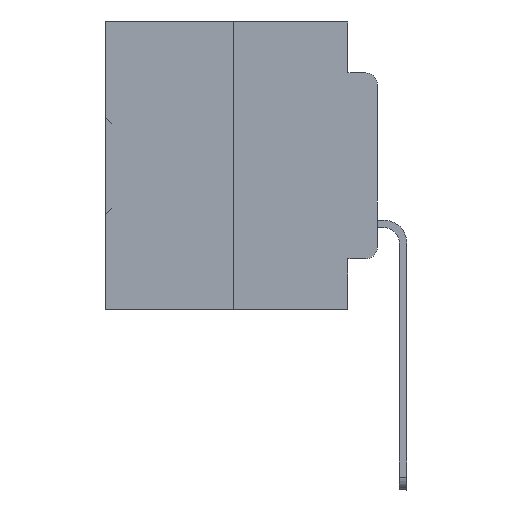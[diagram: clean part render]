
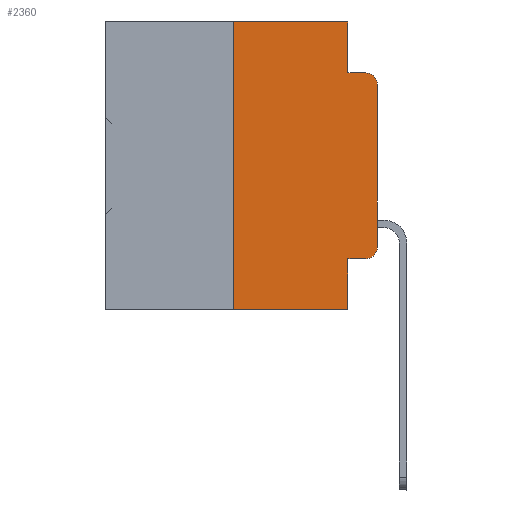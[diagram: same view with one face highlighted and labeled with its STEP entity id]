
A CAD part, left-side view. The second image highlights one B-rep face of the part: STEP entity #2360.
In plain terms, the highlighted planar face has unit normal (-1, 0, 0).
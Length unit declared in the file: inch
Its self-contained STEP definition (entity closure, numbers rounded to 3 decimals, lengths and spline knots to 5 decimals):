
#337 = EDGE_CURVE ( 'NONE', #22747, #14598, #35127, .T. ) ;
#356 = DIRECTION ( 'NONE',  ( -1., 0., 0. ) ) ;
#361 = VERTEX_POINT ( 'NONE', #24215 ) ;
#2011 = ORIENTED_EDGE ( 'NONE', *, *, #9070, .F. ) ;
#2360 = ADVANCED_FACE ( 'NONE', ( #8179 ), #34614, .F. ) ;
#2969 = ORIENTED_EDGE ( 'NONE', *, *, #4520, .T. ) ;
#3201 = VECTOR ( 'NONE', #6637, 39.37008 ) ;
#4189 = DIRECTION ( 'NONE',  ( 0., 0., 1. ) ) ;
#4520 = EDGE_CURVE ( 'NONE', #12747, #361, #10778, .T. ) ;
#4679 = CARTESIAN_POINT ( 'NONE',  ( 0., 0.051, -0.4115 ) ) ;
#5153 = ORIENTED_EDGE ( 'NONE', *, *, #35782, .F. ) ;
#5344 = LINE ( 'NONE', #21990, #37746 ) ;
#5724 = VECTOR ( 'NONE', #31216, 39.37008 ) ;
#5735 = ORIENTED_EDGE ( 'NONE', *, *, #33291, .F. ) ;
#6015 = VECTOR ( 'NONE', #22459, 39.37008 ) ;
#6637 = DIRECTION ( 'NONE',  ( 0., 0., -1. ) ) ;
#7018 = CARTESIAN_POINT ( 'NONE',  ( 0., 0.02, -0.3915 ) ) ;
#8179 = FACE_OUTER_BOUND ( 'NONE', #32405, .T. ) ;
#8302 = CARTESIAN_POINT ( 'NONE',  ( 0., 0.02, -0.0885 ) ) ;
#8970 = DIRECTION ( 'NONE',  ( 0., 0., -1. ) ) ;
#9070 = EDGE_CURVE ( 'NONE', #17655, #25657, #5344, .T. ) ;
#9409 = VECTOR ( 'NONE', #11727, 39.37008 ) ;
#10768 = CARTESIAN_POINT ( 'NONE',  ( 0., 0.051, 0. ) ) ;
#10778 = CIRCLE ( 'NONE', #18035, 0.02 ) ;
#10907 = VECTOR ( 'NONE', #34665, 39.37008 ) ;
#11212 = CARTESIAN_POINT ( 'NONE',  ( 0., 0.473, -0.5 ) ) ;
#11325 = CARTESIAN_POINT ( 'NONE',  ( 0., 0.25, -0.5 ) ) ;
#11727 = DIRECTION ( 'NONE',  ( 0., -1., 0. ) ) ;
#12747 = VERTEX_POINT ( 'NONE', #22900 ) ;
#14005 = ORIENTED_EDGE ( 'NONE', *, *, #28238, .T. ) ;
#14431 = CARTESIAN_POINT ( 'NONE',  ( 0., 0.051, -0.4115 ) ) ;
#14598 = VERTEX_POINT ( 'NONE', #8302 ) ;
#15818 = VERTEX_POINT ( 'NONE', #10768 ) ;
#15882 = DIRECTION ( 'NONE',  ( 0., 0., -1. ) ) ;
#17410 = CARTESIAN_POINT ( 'NONE',  ( 0., 0.473, 0. ) ) ;
#17655 = VERTEX_POINT ( 'NONE', #11325 ) ;
#17662 = DIRECTION ( 'NONE',  ( 0., -1., 0. ) ) ;
#18035 = AXIS2_PLACEMENT_3D ( 'NONE', #7018, #21718, #15882 ) ;
#18288 = CARTESIAN_POINT ( 'NONE',  ( 0., 0., -0.1085 ) ) ;
#19156 = VECTOR ( 'NONE', #17662, 39.37008 ) ;
#19296 = ORIENTED_EDGE ( 'NONE', *, *, #25956, .F. ) ;
#19726 = AXIS2_PLACEMENT_3D ( 'NONE', #25514, #28887, #31767 ) ;
#21475 = CARTESIAN_POINT ( 'NONE',  ( 0., 0.051, 0. ) ) ;
#21718 = DIRECTION ( 'NONE',  ( -1., 0., 0. ) ) ;
#21990 = CARTESIAN_POINT ( 'NONE',  ( 0., 0.25, 0. ) ) ;
#22459 = DIRECTION ( 'NONE',  ( 0., -1., 0. ) ) ;
#22747 = VERTEX_POINT ( 'NONE', #18288 ) ;
#22900 = CARTESIAN_POINT ( 'NONE',  ( 0., 0.02, -0.4115 ) ) ;
#23747 = LINE ( 'NONE', #27704, #5724 ) ;
#24089 = VERTEX_POINT ( 'NONE', #4679 ) ;
#24215 = CARTESIAN_POINT ( 'NONE',  ( 0., 0., -0.3915 ) ) ;
#24249 = EDGE_CURVE ( 'NONE', #17655, #26458, #37938, .T. ) ;
#25205 = EDGE_CURVE ( 'NONE', #361, #22747, #34628, .T. ) ;
#25514 = CARTESIAN_POINT ( 'NONE',  ( 0., 0.473, 0. ) ) ;
#25657 = VERTEX_POINT ( 'NONE', #27029 ) ;
#25956 = EDGE_CURVE ( 'NONE', #27458, #14598, #30412, .T. ) ;
#26332 = ORIENTED_EDGE ( 'NONE', *, *, #32329, .F. ) ;
#26458 = VERTEX_POINT ( 'NONE', #36711 ) ;
#26692 = CARTESIAN_POINT ( 'NONE',  ( 0., 0.02, -0.1085 ) ) ;
#26999 = ORIENTED_EDGE ( 'NONE', *, *, #24249, .T. ) ;
#27029 = CARTESIAN_POINT ( 'NONE',  ( 0., 0.25, 0. ) ) ;
#27061 = LINE ( 'NONE', #17410, #19156 ) ;
#27458 = VERTEX_POINT ( 'NONE', #30044 ) ;
#27704 = CARTESIAN_POINT ( 'NONE',  ( 0., 0.051, 0. ) ) ;
#27714 = CARTESIAN_POINT ( 'NONE',  ( 0., 0., 0. ) ) ;
#28238 = EDGE_CURVE ( 'NONE', #24089, #12747, #36274, .T. ) ;
#28887 = DIRECTION ( 'NONE',  ( 1., 0., 0. ) ) ;
#30044 = CARTESIAN_POINT ( 'NONE',  ( 0., 0.051, -0.0885 ) ) ;
#30412 = LINE ( 'NONE', #31179, #10907 ) ;
#30896 = AXIS2_PLACEMENT_3D ( 'NONE', #26692, #356, #8970 ) ;
#31179 = CARTESIAN_POINT ( 'NONE',  ( 0., 0.051, -0.0885 ) ) ;
#31216 = DIRECTION ( 'NONE',  ( 0., 0., -1. ) ) ;
#31409 = LINE ( 'NONE', #21475, #3201 ) ;
#31767 = DIRECTION ( 'NONE',  ( 0., 0., -1. ) ) ;
#32329 = EDGE_CURVE ( 'NONE', #25657, #15818, #27061, .T. ) ;
#32405 = EDGE_LOOP ( 'NONE', ( #36126, #34100, #19296, #5153, #26332, #2011, #26999, #5735, #14005, #2969 ) ) ;
#33214 = VECTOR ( 'NONE', #33428, 39.37008 ) ;
#33291 = EDGE_CURVE ( 'NONE', #24089, #26458, #23747, .T. ) ;
#33428 = DIRECTION ( 'NONE',  ( 0., 0., 1. ) ) ;
#34100 = ORIENTED_EDGE ( 'NONE', *, *, #337, .T. ) ;
#34614 = PLANE ( 'NONE',  #19726 ) ;
#34628 = LINE ( 'NONE', #27714, #33214 ) ;
#34665 = DIRECTION ( 'NONE',  ( 0., -1., 0. ) ) ;
#35127 = CIRCLE ( 'NONE', #30896, 0.02 ) ;
#35782 = EDGE_CURVE ( 'NONE', #15818, #27458, #31409, .T. ) ;
#36126 = ORIENTED_EDGE ( 'NONE', *, *, #25205, .T. ) ;
#36274 = LINE ( 'NONE', #14431, #9409 ) ;
#36711 = CARTESIAN_POINT ( 'NONE',  ( 0., 0.051, -0.5 ) ) ;
#37746 = VECTOR ( 'NONE', #4189, 39.37008 ) ;
#37938 = LINE ( 'NONE', #11212, #6015 ) ;
